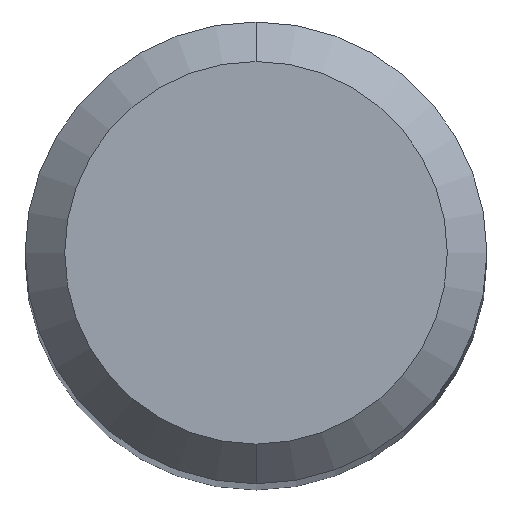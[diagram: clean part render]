
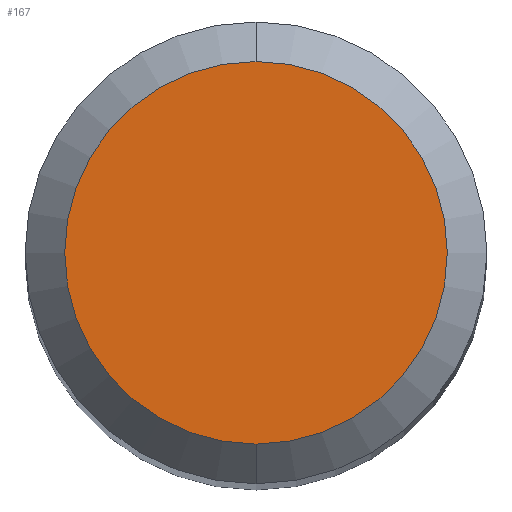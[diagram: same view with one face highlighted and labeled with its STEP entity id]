
A CAD part, top view. The second image highlights one B-rep face of the part: STEP entity #167.
In plain terms, the highlighted planar face has unit normal (0, 0, 1).
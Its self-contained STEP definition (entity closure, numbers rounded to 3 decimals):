
#167=ADVANCED_FACE('',(#384),#385,.T.);
#183=VERTEX_POINT('',#403);
#189=EDGE_CURVE('',#279,#183,#409,.T.);
#279=VERTEX_POINT('',#517);
#323=EDGE_CURVE('',#183,#279,#564,.T.);
#384=FACE_OUTER_BOUND('',#632,.T.);
#385=PLANE('',#633);
#403=CARTESIAN_POINT('',(0.0,1.45,0.0));
#409=CIRCLE('',#667,1.45);
#517=CARTESIAN_POINT('',(0.,-1.45,0.0));
#564=CIRCLE('',#862,1.45);
#632=EDGE_LOOP('',(#890,#891));
#633=AXIS2_PLACEMENT_3D('',#892,#893,#894);
#667=AXIS2_PLACEMENT_3D('',#923,#924,#925);
#862=AXIS2_PLACEMENT_3D('',#1149,#1150,#1151);
#890=ORIENTED_EDGE('',*,*,#323,.F.);
#891=ORIENTED_EDGE('',*,*,#189,.F.);
#892=CARTESIAN_POINT('',(0.0,0.725,0.0));
#893=DIRECTION('',(-0.0,0.0,1.0));
#894=DIRECTION('',(0.0,-1.0,0.0));
#923=CARTESIAN_POINT('',(0.0,0.0,0.0));
#924=DIRECTION('',(0.0,0.0,-1.0));
#925=DIRECTION('',(0.0,1.0,0.0));
#1149=CARTESIAN_POINT('',(0.0,0.0,0.0));
#1150=DIRECTION('',(0.0,0.0,-1.0));
#1151=DIRECTION('',(0.0,1.0,0.0));
